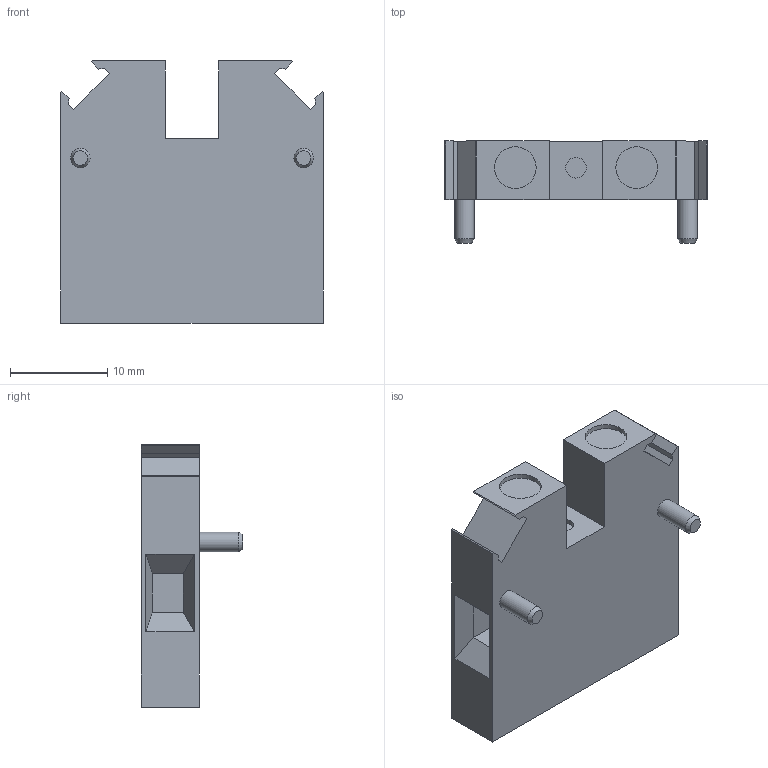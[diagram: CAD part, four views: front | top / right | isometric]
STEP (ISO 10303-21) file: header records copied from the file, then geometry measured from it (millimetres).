
FILE_DESCRIPTION(/* description */ ('Unknown'),/* implementation_level */ '2;1');
FILE_NAME(/* name */ 'PET4_3D_Solid',/* time_stamp */ '2026-01-21T20:28:54+06:00',/* author */ ('Unknown'),/* organization */ ('Unknown'),/* preprocessor_version */ 'ST-DEVELOPER v16.7',/* originating_system */ 'Solid Edge',/* authorisation */ 'Unknown');
FILE_SCHEMA (('AUTOMOTIVE_DESIGN {1 0 10303 214 3 1 1}'));
Length unit declared in the file: millimetre
Products named in the file (1): PET4_3D_Solid
Bounding box: 27 x 10.5 x 27 mm (x, y, z)
Volume: 3650.7 mm3; surface area: 2421.6 mm2
Topology: 1 solids, 1 shells, 58 faces, 139 edges, 90 vertices
Faces by surface type: plane 51, cylinder 5, cone 2
Full cylindrical faces by diameter (mm): 2 x2, 2.113 x1, 4.3 x2
Entity records: 1628 total; most frequent: CARTESIAN_POINT 277, ORIENTED_EDGE 260, DIRECTION 260, EDGE_CURVE 130, LINE 118, VECTOR 118, VERTEX_POINT 88, EDGE_LOOP 72
